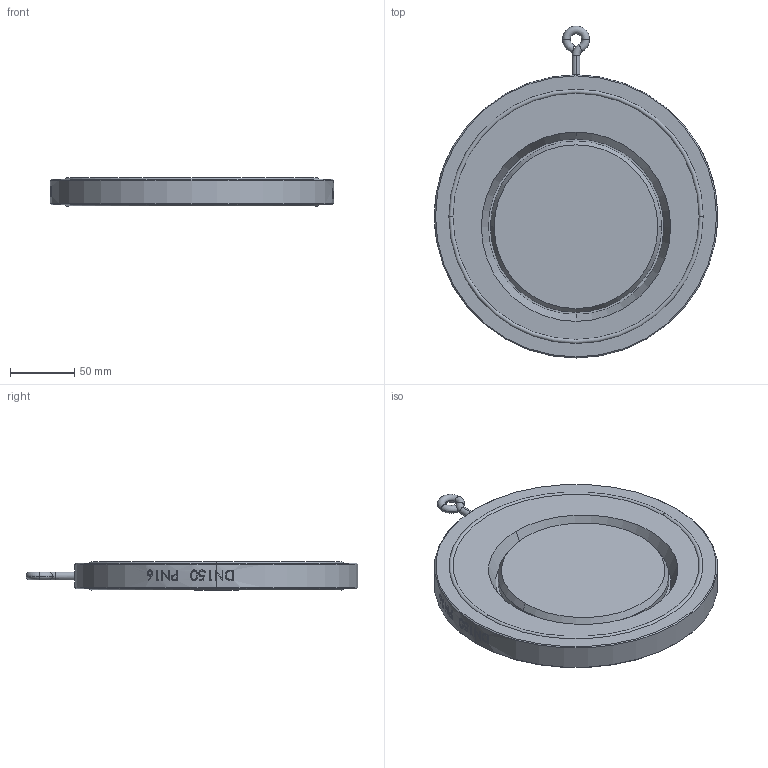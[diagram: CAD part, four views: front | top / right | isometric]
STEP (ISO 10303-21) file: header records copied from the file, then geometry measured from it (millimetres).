
FILE_DESCRIPTION (( 'STEP AP214' ), '1' );
FILE_NAME ('RK100-Rückschlagklappe-DN150-PN16-Fergo.STEP', '2022-11-16T13:06:51', ( '' ), ( '' ), 'SwSTEP 2.0', 'SolidWorks 2022', '' );
FILE_SCHEMA (( 'AUTOMOTIVE_DESIGN' ));
Length unit declared in the file: millimetre
Products named in the file (1): RK100-Rückschlagklappe-DN150-PN16-Fergo
Bounding box: 220 x 258 x 21.79 mm (x, y, z)
Volume: 632638.5 mm3; surface area: 108264.1 mm2
Topology: 1 solids, 2 shells, 81 faces, 319 edges, 276 vertices
Faces by surface type: cylinder 40, torus 20, plane 11, cone 10
Entity records: 8150 total; most frequent: CARTESIAN_POINT 5406, ORIENTED_EDGE 638, DIRECTION 484, EDGE_CURVE 319, VERTEX_POINT 276, AXIS2_PLACEMENT_3D 212, CIRCLE 130, B_SPLINE_CURVE_WITH_KNOTS 129
